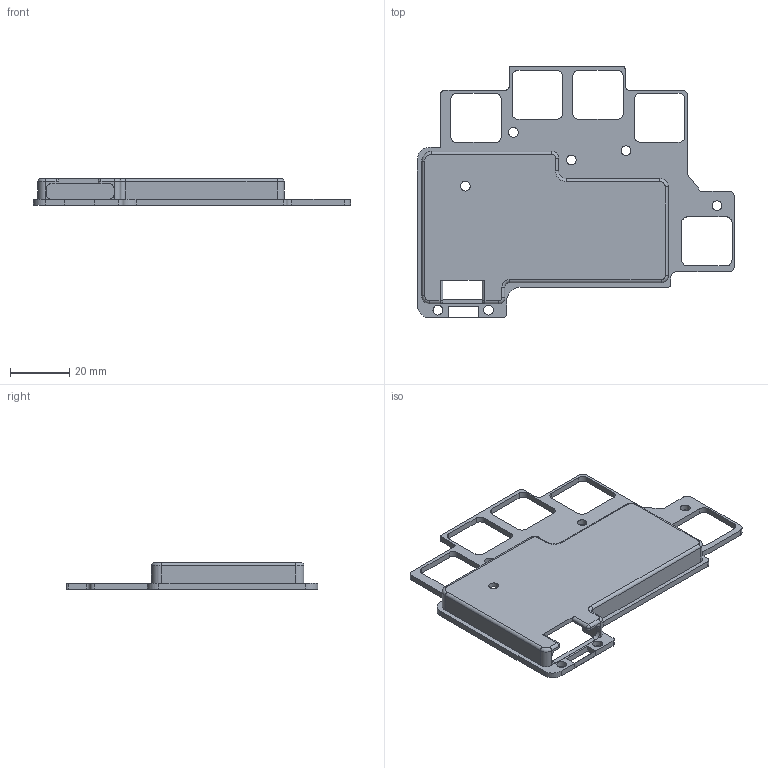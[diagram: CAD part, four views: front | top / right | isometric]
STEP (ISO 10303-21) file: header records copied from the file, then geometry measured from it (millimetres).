
FILE_DESCRIPTION(('FreeCAD Model'),'2;1');
FILE_NAME('Open CASCADE Shape Model','2025-06-10T06:45:35',(''),(''), 'Open CASCADE STEP processor 7.8','FreeCAD','Unknown');
FILE_SCHEMA(('AUTOMOTIVE_DESIGN { 1 0 10303 214 1 1 1 1 }'));
Length unit declared in the file: millimetre
Products named in the file (2): mid-cvr; Body007
Assembly tree (1 placements, depth 2):
  mid-cvr
    Body007
Bounding box: 106.91 x 84.79 x 9 mm (x, y, z)
Volume: 12144 mm3; surface area: 15735.5 mm2
Topology: 1 solids, 1 shells, 149 faces, 421 edges, 272 vertices
Faces by surface type: plane 73, cylinder 66, torus 8, sphere 2
Full cylindrical faces by diameter (mm): 3.3 x7
Entity records: 4919 total; most frequent: DIRECTION 865, CARTESIAN_POINT 842, ORIENTED_EDGE 838, EDGE_CURVE 419, AXIS2_PLACEMENT_3D 295, LINE 275, VECTOR 275, VERTEX_POINT 272
